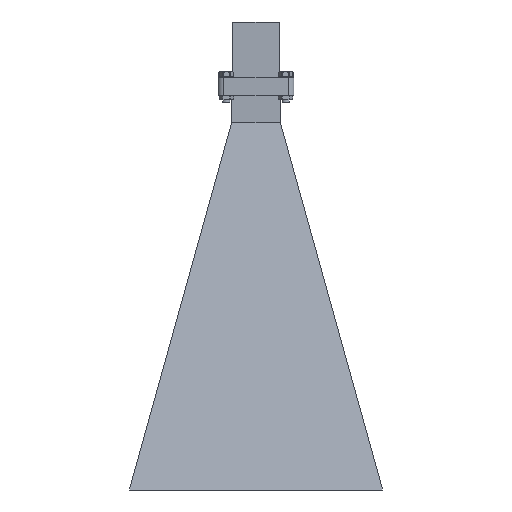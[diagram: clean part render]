
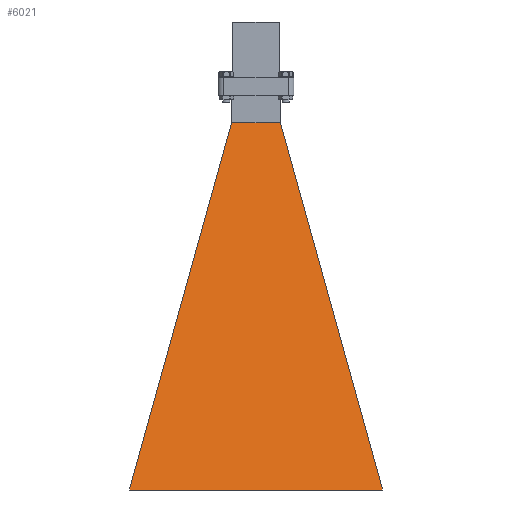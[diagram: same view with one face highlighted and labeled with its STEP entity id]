
A CAD part, front view. The second image highlights one B-rep face of the part: STEP entity #6021.
In plain terms, the highlighted planar face has unit normal (0, -0.974, 0.226).
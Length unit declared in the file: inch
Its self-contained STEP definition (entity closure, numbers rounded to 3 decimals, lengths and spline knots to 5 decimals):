
#739 = VERTEX_POINT ( 'NONE', #2158 ) ;
#1097 = LINE ( 'NONE', #9377, #4568 ) ;
#1415 = LINE ( 'NONE', #4984, #10369 ) ;
#1677 = DIRECTION ( 'NONE',  ( 1., 0., 0. ) ) ;
#2111 = DIRECTION ( 'NONE',  ( 0., -0.974, 0.226 ) ) ;
#2158 = CARTESIAN_POINT ( 'NONE',  ( 0.52165, -0.27953, 7.87402 ) ) ;
#2209 = EDGE_CURVE ( 'NONE', #9648, #14280, #10116, .T. ) ;
#3426 = PLANE ( 'NONE',  #13015 ) ;
#3511 = DIRECTION ( 'NONE',  ( -0.262, 0.218, 0.94 ) ) ;
#3888 = VECTOR ( 'NONE', #12349, 39.37008 ) ;
#4377 = ORIENTED_EDGE ( 'NONE', *, *, #14161, .T. ) ;
#4473 = VERTEX_POINT ( 'NONE', #11956 ) ;
#4515 = CARTESIAN_POINT ( 'NONE',  ( -2.71654, -2.1063, 0. ) ) ;
#4568 = VECTOR ( 'NONE', #3511, 39.37008 ) ;
#4949 = ORIENTED_EDGE ( 'NONE', *, *, #11371, .T. ) ;
#4984 = CARTESIAN_POINT ( 'NONE',  ( -0.52165, -0.27953, 7.87402 ) ) ;
#5473 = LINE ( 'NONE', #14892, #8996 ) ;
#5505 = EDGE_LOOP ( 'NONE', ( #13255, #4949, #4377, #8321 ) ) ;
#6021 = ADVANCED_FACE ( 'NONE', ( #11464 ), #3426, .T. ) ;
#6820 = DIRECTION ( 'NONE',  ( -1., 0., 0. ) ) ;
#7379 = DIRECTION ( 'NONE',  ( 1., 0., 0. ) ) ;
#7720 = CARTESIAN_POINT ( 'NONE',  ( -2.71654, -2.1063, 0. ) ) ;
#8200 = EDGE_CURVE ( 'NONE', #14280, #739, #1415, .T. ) ;
#8321 = ORIENTED_EDGE ( 'NONE', *, *, #8200, .F. ) ;
#8996 = VECTOR ( 'NONE', #1677, 39.37008 ) ;
#9377 = CARTESIAN_POINT ( 'NONE',  ( 2.71654, -2.1063, 0. ) ) ;
#9648 = VERTEX_POINT ( 'NONE', #4515 ) ;
#10116 = LINE ( 'NONE', #7720, #3888 ) ;
#10369 = VECTOR ( 'NONE', #7379, 39.37008 ) ;
#11371 = EDGE_CURVE ( 'NONE', #9648, #4473, #5473, .T. ) ;
#11464 = FACE_OUTER_BOUND ( 'NONE', #5505, .T. ) ;
#11956 = CARTESIAN_POINT ( 'NONE',  ( 2.71654, -2.1063, 0. ) ) ;
#12077 = CARTESIAN_POINT ( 'NONE',  ( -0.52165, -0.27953, 7.87402 ) ) ;
#12349 = DIRECTION ( 'NONE',  ( 0.262, 0.218, 0.94 ) ) ;
#12697 = CARTESIAN_POINT ( 'NONE',  ( 0., -1.19291, 3.93701 ) ) ;
#13015 = AXIS2_PLACEMENT_3D ( 'NONE', #12697, #2111, #6820 ) ;
#13255 = ORIENTED_EDGE ( 'NONE', *, *, #2209, .F. ) ;
#14161 = EDGE_CURVE ( 'NONE', #4473, #739, #1097, .T. ) ;
#14280 = VERTEX_POINT ( 'NONE', #12077 ) ;
#14892 = CARTESIAN_POINT ( 'NONE',  ( -2.71654, -2.1063, 0. ) ) ;
